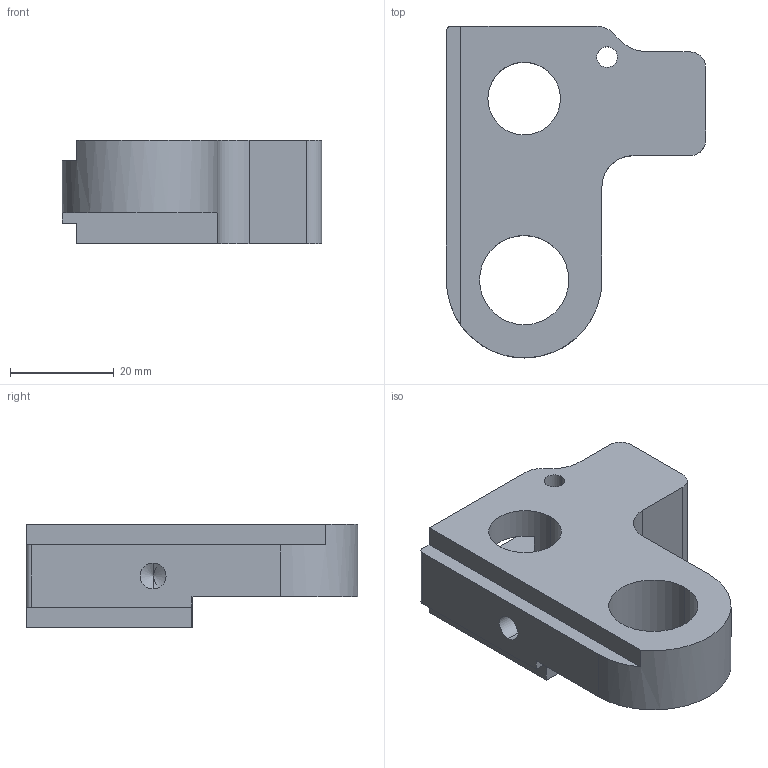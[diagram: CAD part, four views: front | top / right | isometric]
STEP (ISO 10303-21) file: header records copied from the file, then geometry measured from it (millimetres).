
FILE_DESCRIPTION (( 'STEP AP214' ), '1' );
FILE_NAME ('522301.STEP', '2021-11-29T08:35:43', ( '' ), ( '' ), 'SwSTEP 2.0', 'SolidWorks 2016', '' );
FILE_SCHEMA (( 'AUTOMOTIVE_DESIGN' ));
Length unit declared in the file: millimetre
Products named in the file (1): 522301
Bounding box: 50 x 64 x 20 mm (x, y, z)
Volume: 28273.4 mm3; surface area: 10263.1 mm2
Topology: 1 solids, 1 shells, 50 faces, 147 edges, 94 vertices
Faces by surface type: cylinder 26, plane 20, cone 4
Entity records: 1762 total; most frequent: CARTESIAN_POINT 330, DIRECTION 295, ORIENTED_EDGE 286, EDGE_CURVE 143, AXIS2_PLACEMENT_3D 106, VERTEX_POINT 94, VECTOR 83, LINE 83
